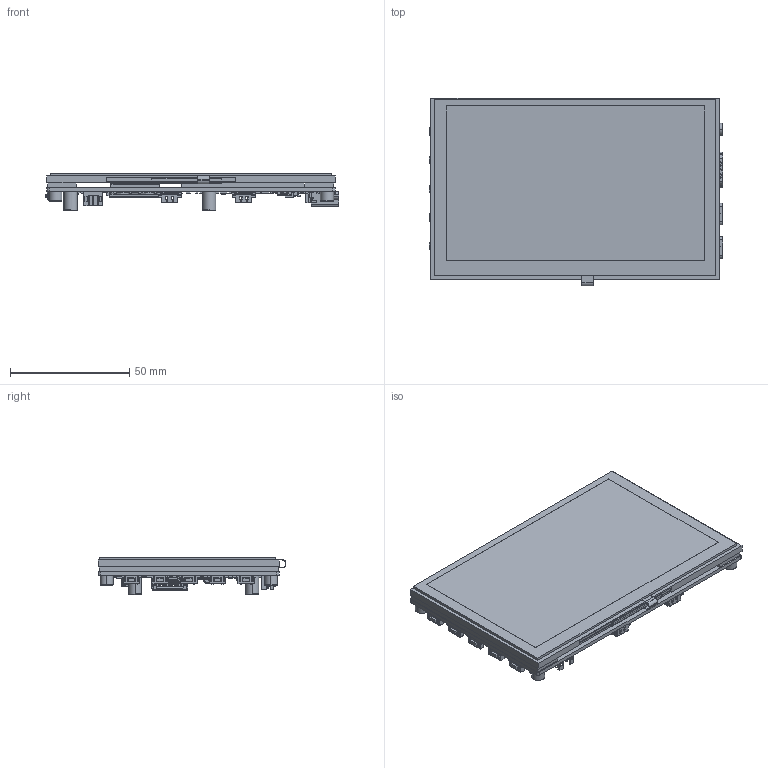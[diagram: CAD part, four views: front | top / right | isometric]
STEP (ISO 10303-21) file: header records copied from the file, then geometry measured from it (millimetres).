
FILE_DESCRIPTION((''),'2;1');
FILE_NAME('5DP-CAPLCD_ASM','2024-09-03T19:42:11',('xiaojisheng'),(''),'CREO PARAMETRIC BY PTC INC, 2021063','CREO PARAMETRIC BY PTC INC, 2021063','');
FILE_SCHEMA(('CONFIG_CONTROL_DESIGN','SHAPE_APPEARANCE_LAYERS_GROUPS'));
Products named in the file (271): 5INCH-1024X600-LCD; 5DP-CAPLCD-TP_G; 5INCH-1024X600-LCD_TP_ASM; SMTSO-M2_5-4ET; BOARD; EXTRUDED-9312; 1189560208_ASM; R86_ASM; EXTRUDED-9707; 1189560752_ASM; U4_ASM; R6029_ASM; R6028_ASM; R6025_ASM; R6024_ASM; R6023_ASM; EXTRUDED-10242; 1189560344_ASM; R6022_ASM; R6021_ASM; R6020_ASM; RESC1608_0603_; R700_ASM; R400_ASM; R103_ASM; R102_ASM; R100_ASM; EXTRUDED-15357; 1189557896_ASM; EXTRUDED-15729; 1189558032_ASM; EXTRUDED-16101; 1189558168_ASM; EXTRUDED-16473; 1189558304_ASM; C6978_ASM; CAPC1608_0603_; C6900_ASM; C696_ASM; C695_ASM ...
Assembly tree (523 placements, depth 7):
  5DP-CAPLCD_ASM
    5INCH-1024X600-LCD_TP_ASM
      5INCH-1024X600-LCD
      5DP-CAPLCD-TP_G
    5DP-CAPLCD-PCBA_ASM
      SMTSO-M2_5-4ET  x4
      5DP-CAPLCD-PCBA-20240422_ASM
        PCB_ASM
          BOARD
          R86_ASM
            1189560208_ASM
              EXTRUDED-9312
          U4_ASM
            1189560752_ASM
              EXTRUDED-9707
          R6029_ASM
            1189560208_ASM
              EXTRUDED-9312
          R6028_ASM
            1189560208_ASM
              EXTRUDED-9312
          R6025_ASM
            1189560208_ASM
              EXTRUDED-9312
          R6024_ASM
            1189560208_ASM
              EXTRUDED-9312
          R6023_ASM
            1189560208_ASM
              EXTRUDED-9312
          R6022_ASM
            1189560344_ASM
              EXTRUDED-10242
          R6021_ASM
            1189560344_ASM
              EXTRUDED-10242
          R6020_ASM
            1189560344_ASM
              EXTRUDED-10242
          R700_ASM
            RESC1608_0603_
          R400_ASM
            1189560208_ASM
              EXTRUDED-9312
          R103_ASM
            1189560208_ASM
              EXTRUDED-9312
          R102_ASM
            1189560208_ASM
              EXTRUDED-9312
          R100_ASM
            1189560208_ASM
              EXTRUDED-9312
          C6978_ASM
            1189557896_ASM
              EXTRUDED-15357
            1189558032_ASM
              EXTRUDED-15729
            1189558168_ASM
              EXTRUDED-16101
Bounding box: 123 x 78.5 x 15.6 mm (x, y, z)
Volume: 57208.9 mm3; surface area: 74396.5 mm2
Topology: 307 solids, 315 shells, 9696 faces, 25525 edges, 16138 vertices
Faces by surface type: plane 6823, cylinder 2195, sphere 354, extrusion 130, cone 122, bspline 52, torus 20
Entity records: 221144 total; most frequent: CARTESIAN_POINT 38223, ORIENTED_EDGE 28702, DIRECTION 28690, EDGE_CURVE 14351, VECTOR 11816, LINE 11751, PRESENTATION_STYLE_ASSIGNMENT 10759, STYLED_ITEM 10566
